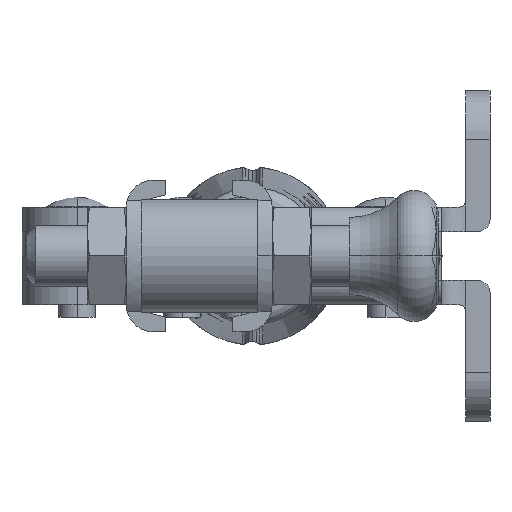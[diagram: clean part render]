
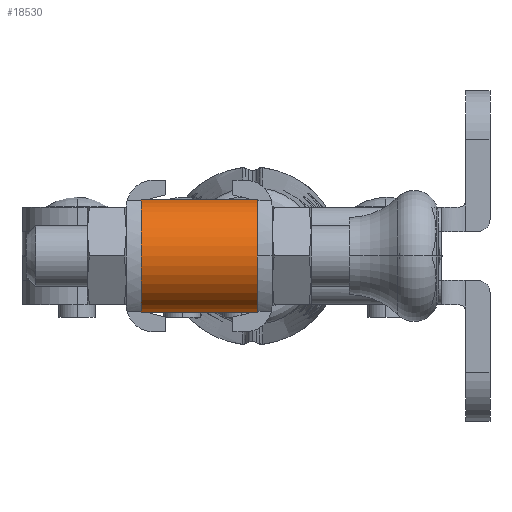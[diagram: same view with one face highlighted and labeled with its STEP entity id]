
A CAD part, left-side view. The second image highlights one B-rep face of the part: STEP entity #18530.
In plain terms, the highlighted cylindrical face has radius 4.65 mm (diameter 9.3 mm), a partial arc.
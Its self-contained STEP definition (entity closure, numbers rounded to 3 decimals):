
#317 = LINE ( 'NONE', #23497, #4678 ) ;
#920 = AXIS2_PLACEMENT_3D ( 'NONE', #23868, #12851, #1749 ) ;
#1695 = CARTESIAN_POINT ( 'NONE',  ( 1010.445, 19.23, -459.828 ) ) ;
#1749 = DIRECTION ( 'NONE',  ( 0., 0., 1. ) ) ;
#4678 = VECTOR ( 'NONE', #16178, 1000. ) ;
#4690 = ORIENTED_EDGE ( 'NONE', *, *, #6060, .F. ) ;
#4787 = VECTOR ( 'NONE', #20191, 1000. ) ;
#4818 = CARTESIAN_POINT ( 'NONE',  ( 1010.445, 19.23, -464.478 ) ) ;
#6060 = EDGE_CURVE ( 'NONE', #20873, #8063, #23245, .T. ) ;
#6067 = DIRECTION ( 'NONE',  ( 0., -1., 0. ) ) ;
#6384 = ORIENTED_EDGE ( 'NONE', *, *, #20969, .F. ) ;
#6645 = DIRECTION ( 'NONE',  ( 0., -1., 0. ) ) ;
#7324 = CYLINDRICAL_SURFACE ( 'NONE', #8515, 4.65 ) ;
#7549 = CARTESIAN_POINT ( 'NONE',  ( 1010.445, 9.5, -459.828 ) ) ;
#8063 = VERTEX_POINT ( 'NONE', #15463 ) ;
#8515 = AXIS2_PLACEMENT_3D ( 'NONE', #4818, #6645, #21250 ) ;
#9703 = LINE ( 'NONE', #1695, #4787 ) ;
#10918 = EDGE_CURVE ( 'NONE', #16079, #8063, #317, .T. ) ;
#11386 = ORIENTED_EDGE ( 'NONE', *, *, #14090, .T. ) ;
#12834 = FACE_OUTER_BOUND ( 'NONE', #18254, .T. ) ;
#12851 = DIRECTION ( 'NONE',  ( 0., -1., 0. ) ) ;
#14090 = EDGE_CURVE ( 'NONE', #18350, #16079, #21332, .T. ) ;
#14960 = AXIS2_PLACEMENT_3D ( 'NONE', #17142, #6067, #19002 ) ;
#15463 = CARTESIAN_POINT ( 'NONE',  ( 1010.445, 0., -469.128 ) ) ;
#16079 = VERTEX_POINT ( 'NONE', #20432 ) ;
#16178 = DIRECTION ( 'NONE',  ( 0., -1., 0. ) ) ;
#17142 = CARTESIAN_POINT ( 'NONE',  ( 1010.445, 9.5, -464.478 ) ) ;
#18254 = EDGE_LOOP ( 'NONE', ( #6384, #11386, #20233, #4690 ) ) ;
#18350 = VERTEX_POINT ( 'NONE', #7549 ) ;
#18530 = ADVANCED_FACE ( 'NONE', ( #12834 ), #7324, .T. ) ;
#19002 = DIRECTION ( 'NONE',  ( 0., 0., -1. ) ) ;
#19659 = CARTESIAN_POINT ( 'NONE',  ( 1010.445, 0., -459.828 ) ) ;
#20191 = DIRECTION ( 'NONE',  ( 0., -1., 0. ) ) ;
#20233 = ORIENTED_EDGE ( 'NONE', *, *, #10918, .T. ) ;
#20432 = CARTESIAN_POINT ( 'NONE',  ( 1010.445, 9.5, -469.128 ) ) ;
#20873 = VERTEX_POINT ( 'NONE', #19659 ) ;
#20969 = EDGE_CURVE ( 'NONE', #18350, #20873, #9703, .T. ) ;
#21250 = DIRECTION ( 'NONE',  ( 0., 0., -1. ) ) ;
#21332 = CIRCLE ( 'NONE', #14960, 4.65 ) ;
#23245 = CIRCLE ( 'NONE', #920, 4.65 ) ;
#23497 = CARTESIAN_POINT ( 'NONE',  ( 1010.445, 19.23, -469.128 ) ) ;
#23868 = CARTESIAN_POINT ( 'NONE',  ( 1010.445, 0., -464.478 ) ) ;
